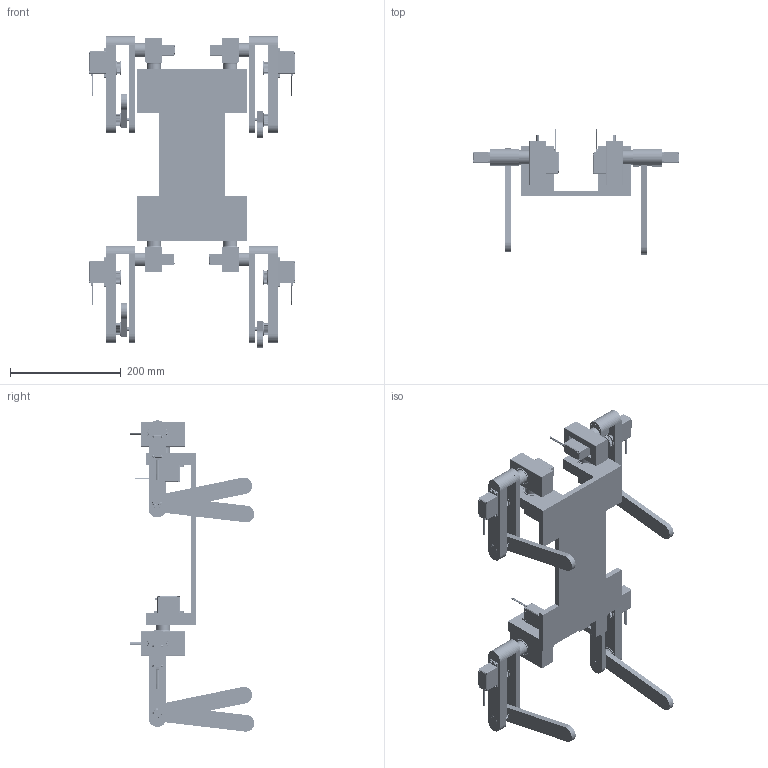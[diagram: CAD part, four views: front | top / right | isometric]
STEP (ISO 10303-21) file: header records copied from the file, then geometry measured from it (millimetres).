
FILE_DESCRIPTION((''),'2;1');
FILE_NAME('FINAL_ASSEMBLY_ASM','2023-06-22T10:43:08',('Lenovo'),(''),'CREO PARAMETRIC BY PTC INC, 2022073','CREO PARAMETRIC BY PTC INC, 2022073','');
FILE_SCHEMA(('CONFIG_CONTROL_DESIGN'));
Length unit declared in the file: millimetre
Products named in the file (16): MAIN_FRAME; BEARING_37MM; SERVO; SERVO_DISK; SERVO_AND_DISK_ASM; SHOULDER_1; SHOULDER_2; INNER_FEMUR; OUTER_FEMUR; TIBIA; 17MM_BEARING; PULLEY; SERVO_AND_PULLEY_ASM; LEG_ASSEMBLY_ASM; LEG_ASSEMBLY_2_ASM; FINAL_ASSEMBLY_ASM
Assembly tree (39 placements, depth 4):
  FINAL_ASSEMBLY_ASM
    MAIN_FRAME
    BEARING_37MM  x8
    SERVO_AND_DISK_ASM  x8
      SERVO
      SERVO_DISK
    SHOULDER_1  x2
    SHOULDER_2  x2
    LEG_ASSEMBLY_ASM  x2
      INNER_FEMUR
      OUTER_FEMUR
      TIBIA
      17MM_BEARING
      SERVO_AND_PULLEY_ASM
        SERVO
        PULLEY
    LEG_ASSEMBLY_2_ASM  x2
      INNER_FEMUR
      OUTER_FEMUR
      TIBIA
      17MM_BEARING
      SERVO_AND_PULLEY_ASM
        SERVO
        PULLEY
Bounding box: 372.52 x 224.79 x 561.79 mm (x, y, z)
Volume: 2441820.1 mm3; surface area: 634715.3 mm2
Topology: 345 solids, 453 shells, 10958 faces, 29696 edges, 18292 vertices
Faces by surface type: cylinder 3716, plane 3206, sphere 1456, bspline 976, cone 828, torus 752, extrusion 24
Entity records: 57653 total; most frequent: CARTESIAN_POINT 18267, DIRECTION 8608, ORIENTED_EDGE 8052, EDGE_CURVE 4041, AXIS2_PLACEMENT_3D 3539, VERTEX_POINT 2682, CIRCLE 2005, EDGE_LOOP 1685
